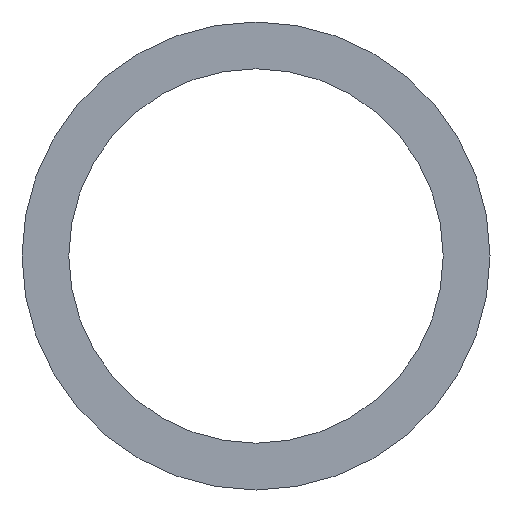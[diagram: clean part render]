
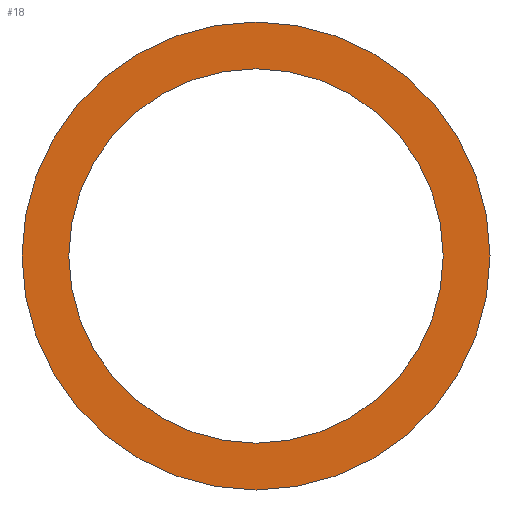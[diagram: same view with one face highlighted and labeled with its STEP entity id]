
A CAD part, front view. The second image highlights one B-rep face of the part: STEP entity #18.
In plain terms, the highlighted planar face has unit normal (0, -1, 0).
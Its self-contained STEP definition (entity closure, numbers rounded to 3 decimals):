
#2 = CIRCLE ( 'NONE', #85, 100. ) ;
#7 = VERTEX_POINT ( 'NONE', #199 ) ;
#10 = FACE_BOUND ( 'NONE', #144, .T. ) ;
#12 = DIRECTION ( 'NONE',  ( 0., 0., 1. ) ) ;
#16 = DIRECTION ( 'NONE',  ( 0., 1., 0. ) ) ;
#18 = ADVANCED_FACE ( 'NONE', ( #94, #10 ), #167, .F. ) ;
#24 = VERTEX_POINT ( 'NONE', #98 ) ;
#26 = EDGE_CURVE ( 'NONE', #88, #24, #2, .T. ) ;
#28 = CIRCLE ( 'NONE', #102, 125. ) ;
#32 = CARTESIAN_POINT ( 'NONE',  ( 0., 0., 0. ) ) ;
#36 = DIRECTION ( 'NONE',  ( 0., 0., 1. ) ) ;
#46 = DIRECTION ( 'NONE',  ( 0., 1., 0. ) ) ;
#62 = CIRCLE ( 'NONE', #200, 100. ) ;
#63 = EDGE_CURVE ( 'NONE', #7, #177, #73, .T. ) ;
#73 = CIRCLE ( 'NONE', #104, 125. ) ;
#77 = CARTESIAN_POINT ( 'NONE',  ( 0., 0., 0. ) ) ;
#81 = DIRECTION ( 'NONE',  ( 0., 1., 0. ) ) ;
#85 = AXIS2_PLACEMENT_3D ( 'NONE', #32, #16, #173 ) ;
#88 = VERTEX_POINT ( 'NONE', #247 ) ;
#94 = FACE_OUTER_BOUND ( 'NONE', #179, .T. ) ;
#98 = CARTESIAN_POINT ( 'NONE',  ( 0., 0., 100. ) ) ;
#102 = AXIS2_PLACEMENT_3D ( 'NONE', #77, #152, #228 ) ;
#104 = AXIS2_PLACEMENT_3D ( 'NONE', #185, #81, #36 ) ;
#110 = CARTESIAN_POINT ( 'NONE',  ( 0., 0., 0. ) ) ;
#122 = CARTESIAN_POINT ( 'NONE',  ( 0., 0., 125. ) ) ;
#128 = ORIENTED_EDGE ( 'NONE', *, *, #143, .F. ) ;
#129 = ORIENTED_EDGE ( 'NONE', *, *, #26, .T. ) ;
#133 = DIRECTION ( 'NONE',  ( 0., 0., 1. ) ) ;
#143 = EDGE_CURVE ( 'NONE', #177, #7, #28, .T. ) ;
#144 = EDGE_LOOP ( 'NONE', ( #129, #197 ) ) ;
#148 = ORIENTED_EDGE ( 'NONE', *, *, #63, .F. ) ;
#152 = DIRECTION ( 'NONE',  ( 0., 1., 0. ) ) ;
#167 = PLANE ( 'NONE',  #237 ) ;
#173 = DIRECTION ( 'NONE',  ( 0., 0., 1. ) ) ;
#177 = VERTEX_POINT ( 'NONE', #122 ) ;
#179 = EDGE_LOOP ( 'NONE', ( #148, #128 ) ) ;
#185 = CARTESIAN_POINT ( 'NONE',  ( 0., 0., 0. ) ) ;
#197 = ORIENTED_EDGE ( 'NONE', *, *, #234, .T. ) ;
#199 = CARTESIAN_POINT ( 'NONE',  ( 0., 0., -125. ) ) ;
#200 = AXIS2_PLACEMENT_3D ( 'NONE', #110, #201, #12 ) ;
#201 = DIRECTION ( 'NONE',  ( 0., 1., 0. ) ) ;
#221 = CARTESIAN_POINT ( 'NONE',  ( 0., 0., 0. ) ) ;
#228 = DIRECTION ( 'NONE',  ( 0., 0., 1. ) ) ;
#234 = EDGE_CURVE ( 'NONE', #24, #88, #62, .T. ) ;
#237 = AXIS2_PLACEMENT_3D ( 'NONE', #221, #46, #133 ) ;
#247 = CARTESIAN_POINT ( 'NONE',  ( 0., 0., -100. ) ) ;
